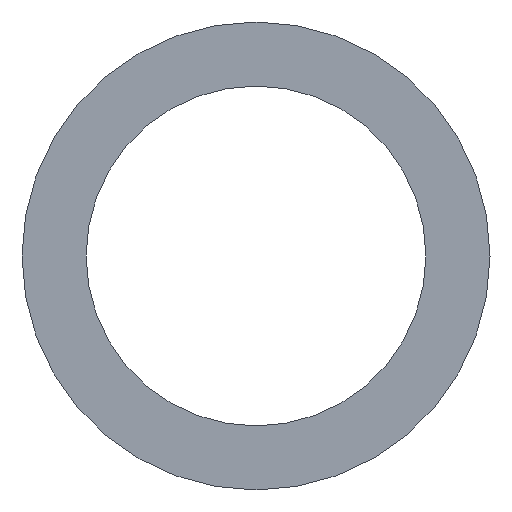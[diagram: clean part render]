
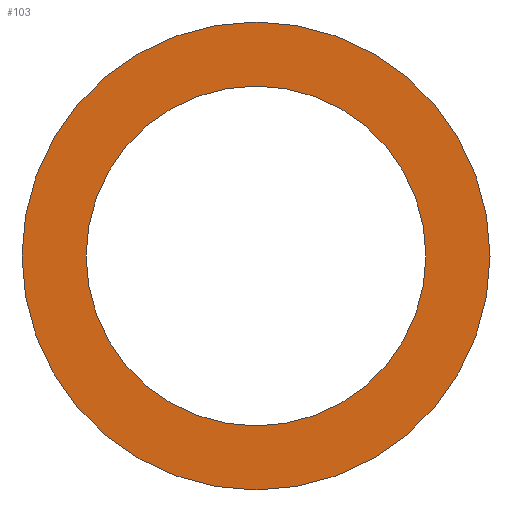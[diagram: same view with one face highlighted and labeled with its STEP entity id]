
A CAD part, left-side view. The second image highlights one B-rep face of the part: STEP entity #103.
In plain terms, the highlighted planar face has unit normal (-1, 0, 0).
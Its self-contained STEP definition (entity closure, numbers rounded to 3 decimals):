
#53 = VERTEX_POINT( '', #124 );
#57 = EDGE_CURVE( '', #73, #85, #128, .T. );
#73 = VERTEX_POINT( '', #145 );
#83 = EDGE_CURVE( '', #85, #73, #156, .T. );
#85 = VERTEX_POINT( '', #158 );
#95 = VERTEX_POINT( '', #171 );
#97 = EDGE_CURVE( '', #95, #53, #173, .T. );
#101 = EDGE_CURVE( '', #53, #95, #177, .T. );
#103 = ADVANCED_FACE( '', ( #179, #180 ), #181, .F. );
#124 = CARTESIAN_POINT( '', ( 0., 0., 80. ) );
#128 = CIRCLE( '', #199, 58.1 );
#145 = CARTESIAN_POINT( '', ( 0., 0., 58.1 ) );
#156 = CIRCLE( '', #233, 58.1 );
#158 = CARTESIAN_POINT( '', ( 0., 0., -58.1 ) );
#171 = CARTESIAN_POINT( '', ( 0., 0., -80. ) );
#173 = CIRCLE( '', #254, 80. );
#177 = CIRCLE( '', #260, 80. );
#179 = FACE_OUTER_BOUND( '', #262, .T. );
#180 = FACE_BOUND( '', #263, .T. );
#181 = PLANE( '', #264 );
#199 = AXIS2_PLACEMENT_3D( '', #275, #276, #277 );
#233 = AXIS2_PLACEMENT_3D( '', #303, #304, #305 );
#254 = AXIS2_PLACEMENT_3D( '', #326, #327, #328 );
#260 = AXIS2_PLACEMENT_3D( '', #332, #333, #334 );
#262 = EDGE_LOOP( '', ( #336, #337 ) );
#263 = EDGE_LOOP( '', ( #338, #339 ) );
#264 = AXIS2_PLACEMENT_3D( '', #340, #341, #342 );
#275 = CARTESIAN_POINT( '', ( 0., 0., 0. ) );
#276 = DIRECTION( '', ( 1., 0., 0. ) );
#277 = DIRECTION( '', ( 0., 0., -1. ) );
#303 = CARTESIAN_POINT( '', ( 0., 0., 0. ) );
#304 = DIRECTION( '', ( 1., 0., 0. ) );
#305 = DIRECTION( '', ( 0., 0., -1. ) );
#326 = CARTESIAN_POINT( '', ( 0., 0., 0. ) );
#327 = DIRECTION( '', ( 1., 0., 0. ) );
#328 = DIRECTION( '', ( 0., 0., -1. ) );
#332 = CARTESIAN_POINT( '', ( 0., 0., 0. ) );
#333 = DIRECTION( '', ( 1., 0., 0. ) );
#334 = DIRECTION( '', ( 0., 0., -1. ) );
#336 = ORIENTED_EDGE( '', *, *, #97, .F. );
#337 = ORIENTED_EDGE( '', *, *, #101, .F. );
#338 = ORIENTED_EDGE( '', *, *, #83, .T. );
#339 = ORIENTED_EDGE( '', *, *, #57, .T. );
#340 = CARTESIAN_POINT( '', ( 0., 0., 0. ) );
#341 = DIRECTION( '', ( 1., 0., 0. ) );
#342 = DIRECTION( '', ( 0., 0., -1. ) );
